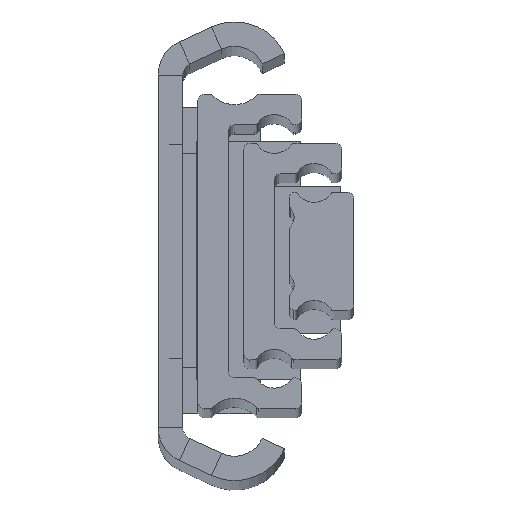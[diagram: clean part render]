
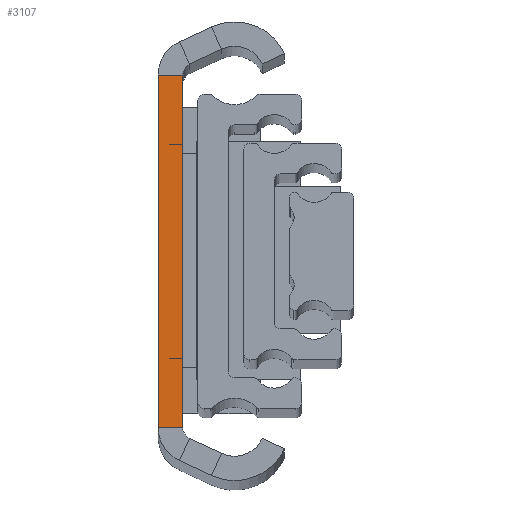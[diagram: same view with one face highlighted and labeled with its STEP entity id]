
A CAD part, top view. The second image highlights one B-rep face of the part: STEP entity #3107.
In plain terms, the highlighted planar face has unit normal (0, 0, 1).
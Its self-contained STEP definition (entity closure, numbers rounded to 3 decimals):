
#258 = AXIS2_PLACEMENT_3D ( 'NONE', #4737, #5678, #6878 ) ;
#598 = ORIENTED_EDGE ( 'NONE', *, *, #3539, .T. ) ;
#608 = VERTEX_POINT ( 'NONE', #6441 ) ;
#651 = CARTESIAN_POINT ( 'NONE',  ( 0., 28.779, 0. ) ) ;
#722 = DIRECTION ( 'NONE',  ( -1., 0., 0. ) ) ;
#1066 = ORIENTED_EDGE ( 'NONE', *, *, #2546, .F. ) ;
#1078 = ORIENTED_EDGE ( 'NONE', *, *, #6616, .F. ) ;
#1119 = CARTESIAN_POINT ( 'NONE',  ( 4., 28.779, 0. ) ) ;
#1234 = LINE ( 'NONE', #5497, #5596 ) ;
#1387 = FACE_OUTER_BOUND ( 'NONE', #4581, .T. ) ;
#1393 = CARTESIAN_POINT ( 'NONE',  ( 4., 28.779, 0. ) ) ;
#1535 = CARTESIAN_POINT ( 'NONE',  ( 4., -28.779, 0. ) ) ;
#2164 = CARTESIAN_POINT ( 'NONE',  ( 0., -28.779, 0. ) ) ;
#2288 = VECTOR ( 'NONE', #3570, 1000. ) ;
#2507 = VERTEX_POINT ( 'NONE', #2164 ) ;
#2546 = EDGE_CURVE ( 'NONE', #6388, #2507, #1234, .T. ) ;
#2989 = VERTEX_POINT ( 'NONE', #1119 ) ;
#3107 = ADVANCED_FACE ( 'NONE', ( #1387 ), #4185, .F. ) ;
#3360 = CARTESIAN_POINT ( 'NONE',  ( 0., 28.779, 0. ) ) ;
#3490 = ORIENTED_EDGE ( 'NONE', *, *, #6561, .T. ) ;
#3539 = EDGE_CURVE ( 'NONE', #608, #2507, #3799, .T. ) ;
#3570 = DIRECTION ( 'NONE',  ( 0., -1., 0. ) ) ;
#3799 = LINE ( 'NONE', #651, #5109 ) ;
#3967 = DIRECTION ( 'NONE',  ( 0., -1., 0. ) ) ;
#4185 = PLANE ( 'NONE',  #258 ) ;
#4581 = EDGE_LOOP ( 'NONE', ( #1066, #1078, #3490, #598 ) ) ;
#4737 = CARTESIAN_POINT ( 'NONE',  ( 0., 28.779, 0. ) ) ;
#4857 = LINE ( 'NONE', #3360, #6639 ) ;
#5109 = VECTOR ( 'NONE', #3967, 1000. ) ;
#5497 = CARTESIAN_POINT ( 'NONE',  ( 0., -28.779, 0. ) ) ;
#5596 = VECTOR ( 'NONE', #722, 1000. ) ;
#5678 = DIRECTION ( 'NONE',  ( 0., 0., -1. ) ) ;
#5935 = DIRECTION ( 'NONE',  ( -1., 0., 0. ) ) ;
#6388 = VERTEX_POINT ( 'NONE', #1535 ) ;
#6441 = CARTESIAN_POINT ( 'NONE',  ( 0., 28.779, 0. ) ) ;
#6561 = EDGE_CURVE ( 'NONE', #2989, #608, #4857, .T. ) ;
#6616 = EDGE_CURVE ( 'NONE', #2989, #6388, #6647, .T. ) ;
#6639 = VECTOR ( 'NONE', #5935, 1000. ) ;
#6647 = LINE ( 'NONE', #1393, #2288 ) ;
#6878 = DIRECTION ( 'NONE',  ( 0., -1., 0. ) ) ;
